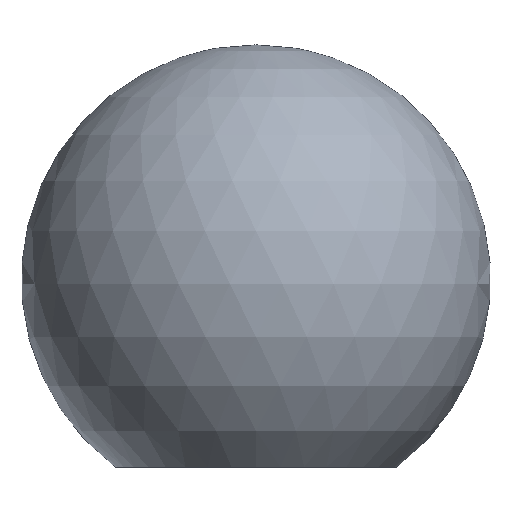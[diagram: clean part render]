
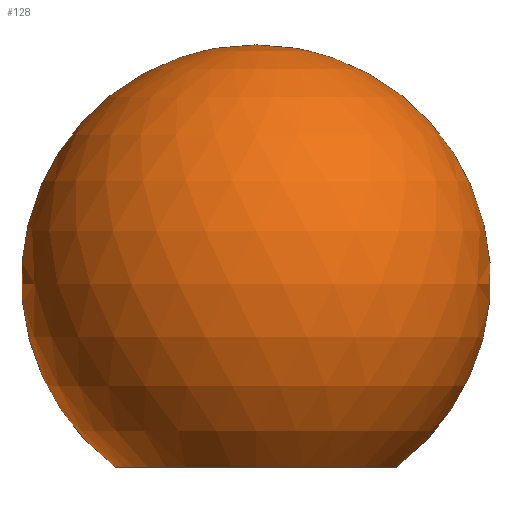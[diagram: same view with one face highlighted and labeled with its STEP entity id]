
A CAD part, front view. The second image highlights one B-rep face of the part: STEP entity #128.
In plain terms, the highlighted spherical face has radius 10 mm.
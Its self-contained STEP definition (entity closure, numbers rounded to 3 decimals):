
#76=EDGE_CURVE('',#100,#124,#167,.T.);
#94=EDGE_CURVE('',#100,#130,#188,.T.);
#100=VERTEX_POINT('',#194);
#112=EDGE_CURVE('',#130,#124,#207,.T.);
#124=VERTEX_POINT('',#221);
#128=ADVANCED_FACE('',(#225),#226,.T.);
#130=VERTEX_POINT('',#228);
#167=CIRCLE('',#262,6.);
#188=CIRCLE('',#285,10.0);
#194=CARTESIAN_POINT('',(6.,0.,0.));
#207=CIRCLE('',#312,10.0);
#221=CARTESIAN_POINT('',(-6.,0.,0.));
#225=FACE_OUTER_BOUND('',#334,.T.);
#226=SPHERICAL_SURFACE('',#335,10.0);
#228=CARTESIAN_POINT('',(0.,0.,18.0));
#262=AXIS2_PLACEMENT_3D('',#371,#372,#373);
#285=AXIS2_PLACEMENT_3D('',#396,#397,#398);
#312=AXIS2_PLACEMENT_3D('',#412,#413,#414);
#334=EDGE_LOOP('',(#438,#439,#440));
#335=AXIS2_PLACEMENT_3D('',#441,#442,#443);
#371=CARTESIAN_POINT('',(0.,0.,0.));
#372=DIRECTION('',(0.0,0.0,-1.0));
#373=DIRECTION('',(1.0,0.,0.0));
#396=CARTESIAN_POINT('',(0.,0.,8.));
#397=DIRECTION('',(0.,-1.0,0.0));
#398=DIRECTION('',(0.0,0.0,1.0));
#412=CARTESIAN_POINT('',(0.,0.,8.));
#413=DIRECTION('',(0.,-1.0,0.0));
#414=DIRECTION('',(0.0,0.0,1.0));
#438=ORIENTED_EDGE('',*,*,#112,.T.);
#439=ORIENTED_EDGE('',*,*,#76,.F.);
#440=ORIENTED_EDGE('',*,*,#94,.T.);
#441=CARTESIAN_POINT('',(0.,0.,8.));
#442=DIRECTION('',(0.0,0.0,-1.0));
#443=DIRECTION('',(-1.0,0.0,0.0));
